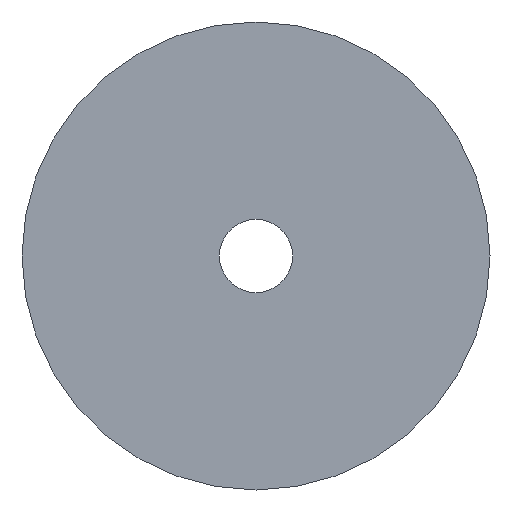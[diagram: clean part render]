
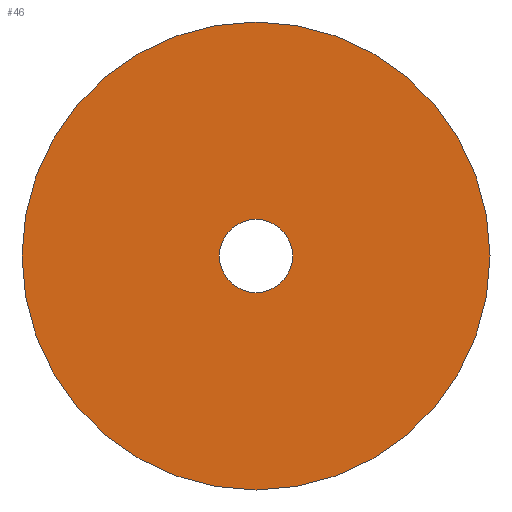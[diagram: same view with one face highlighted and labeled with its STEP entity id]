
A CAD part, front view. The second image highlights one B-rep face of the part: STEP entity #46.
In plain terms, the highlighted planar face has unit normal (0, -1, 0).
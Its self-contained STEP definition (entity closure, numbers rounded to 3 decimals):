
#23 = VERTEX_POINT ( 'NONE', #147 ) ;
#24 = EDGE_CURVE ( 'NONE', #34, #23, #153, .T. ) ;
#34 = VERTEX_POINT ( 'NONE', #163 ) ;
#35 = EDGE_LOOP ( 'NONE', ( #67, #64 ) ) ;
#46 = ADVANCED_FACE ( 'NONE', ( #208, #203 ), #202, .F. ) ;
#47 = EDGE_CURVE ( 'NONE', #57, #63, #197, .T. ) ;
#49 = ORIENTED_EDGE ( 'NONE', *, *, #55, .F. ) ;
#50 = EDGE_LOOP ( 'NONE', ( #49, #54 ) ) ;
#54 = ORIENTED_EDGE ( 'NONE', *, *, #24, .F. ) ;
#55 = EDGE_CURVE ( 'NONE', #23, #34, #192, .T. ) ;
#56 = EDGE_CURVE ( 'NONE', #63, #57, #187, .T. ) ;
#57 = VERTEX_POINT ( 'NONE', #182 ) ;
#63 = VERTEX_POINT ( 'NONE', #176 ) ;
#64 = ORIENTED_EDGE ( 'NONE', *, *, #56, .T. ) ;
#67 = ORIENTED_EDGE ( 'NONE', *, *, #47, .T. ) ;
#147 = CARTESIAN_POINT ( 'NONE',  ( 0., -25., -16. ) ) ;
#148 = DIRECTION ( 'NONE',  ( 0., 1., 0. ) ) ;
#153 = CIRCLE ( 'NONE', #171, 16. ) ;
#163 = CARTESIAN_POINT ( 'NONE',  ( 0., -25., 16. ) ) ;
#165 = DIRECTION ( 'NONE',  ( 0., 0., 1. ) ) ;
#170 = CARTESIAN_POINT ( 'NONE',  ( 0., -25., 0. ) ) ;
#171 = AXIS2_PLACEMENT_3D ( 'NONE', #170, #148, #165 ) ;
#176 = CARTESIAN_POINT ( 'NONE',  ( 0., -25., -2.5 ) ) ;
#182 = CARTESIAN_POINT ( 'NONE',  ( 0., -25., 2.5 ) ) ;
#183 = DIRECTION ( 'NONE',  ( 0., 0., 1. ) ) ;
#184 = DIRECTION ( 'NONE',  ( 0., 1., 0. ) ) ;
#185 = CARTESIAN_POINT ( 'NONE',  ( 0., -25., 0. ) ) ;
#186 = AXIS2_PLACEMENT_3D ( 'NONE', #185, #184, #183 ) ;
#187 = CIRCLE ( 'NONE', #186, 2.5 ) ;
#188 = DIRECTION ( 'NONE',  ( 0., 0., 1. ) ) ;
#189 = DIRECTION ( 'NONE',  ( 0., 1., 0. ) ) ;
#190 = CARTESIAN_POINT ( 'NONE',  ( 0., -25., 0. ) ) ;
#191 = AXIS2_PLACEMENT_3D ( 'NONE', #190, #189, #188 ) ;
#192 = CIRCLE ( 'NONE', #191, 16. ) ;
#193 = DIRECTION ( 'NONE',  ( 0., 0., 1. ) ) ;
#194 = DIRECTION ( 'NONE',  ( 0., 1., 0. ) ) ;
#195 = CARTESIAN_POINT ( 'NONE',  ( 0., -25., 0. ) ) ;
#196 = AXIS2_PLACEMENT_3D ( 'NONE', #195, #194, #193 ) ;
#197 = CIRCLE ( 'NONE', #196, 2.5 ) ;
#198 = DIRECTION ( 'NONE',  ( 0., 0., 1. ) ) ;
#199 = DIRECTION ( 'NONE',  ( 0., 1., 0. ) ) ;
#200 = CARTESIAN_POINT ( 'NONE',  ( 2.5, -25., 0. ) ) ;
#201 = AXIS2_PLACEMENT_3D ( 'NONE', #200, #199, #198 ) ;
#202 = PLANE ( 'NONE',  #201 ) ;
#203 = FACE_BOUND ( 'NONE', #35, .T. ) ;
#208 = FACE_OUTER_BOUND ( 'NONE', #50, .T. ) ;
